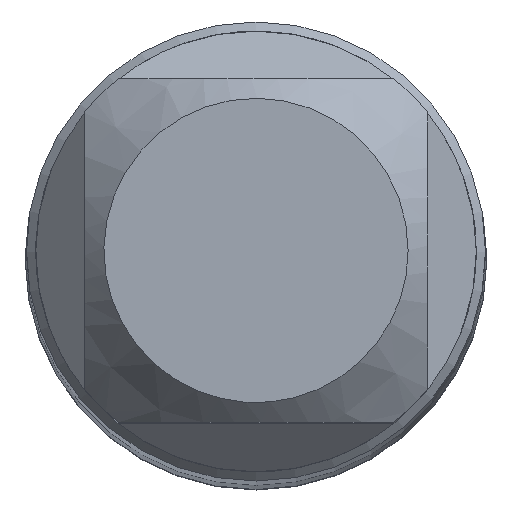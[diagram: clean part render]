
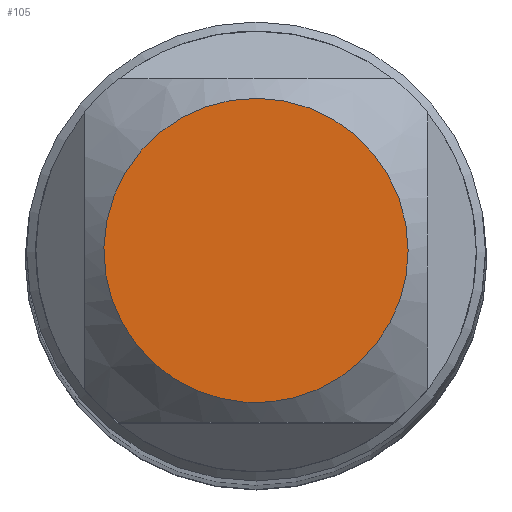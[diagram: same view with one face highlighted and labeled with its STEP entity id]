
A CAD part, top view. The second image highlights one B-rep face of the part: STEP entity #105.
In plain terms, the highlighted planar face has unit normal (0, 0, 1).
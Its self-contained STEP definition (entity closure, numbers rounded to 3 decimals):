
#70=PLANE('',#407);
#82=FACE_OUTER_BOUND('',#164,.T.);
#105=ADVANCED_FACE('',(#82),#70,.F.);
#164=EDGE_LOOP('',(#200));
#200=ORIENTED_EDGE('',*,*,#299,.T.);
#270=VERTEX_POINT('',#597);
#299=EDGE_CURVE('',#270,#270,#336,.T.);
#336=CIRCLE('',#406,2.677);
#406=AXIS2_PLACEMENT_3D('',#596,#470,#471);
#407=AXIS2_PLACEMENT_3D('',#598,#472,#473);
#470=DIRECTION('',(0.,0.,1.));
#471=DIRECTION('',(1.,0.,0.));
#472=DIRECTION('',(0.,0.,-1.));
#473=DIRECTION('',(-1.,0.,0.));
#596=CARTESIAN_POINT('',(0.,0.,0.));
#597=CARTESIAN_POINT('',(2.677,0.,0.));
#598=CARTESIAN_POINT('',(4.239,0.,0.));
